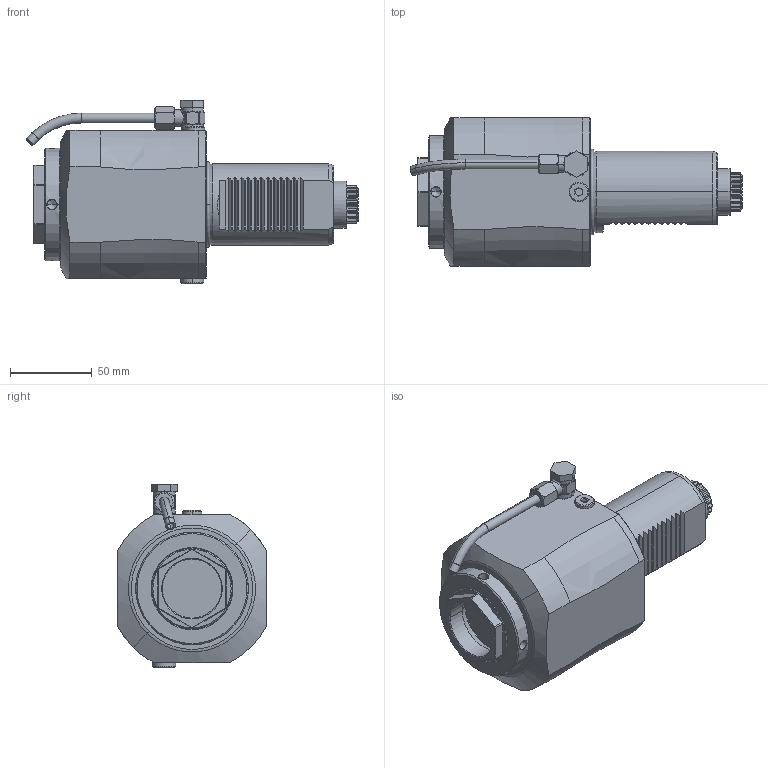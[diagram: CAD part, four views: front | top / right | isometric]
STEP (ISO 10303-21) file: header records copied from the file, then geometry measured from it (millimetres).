
FILE_DESCRIPTION((''),'2;1');
FILE_NAME('NGT1_50_135_40_3HD','2025-04-08T',('vali'),('NOVA GRUP'),'PRO/ENGINEER BY PARAMETRIC TECHNOLOGY CORPORATION, 2010280','PRO/ENGINEER BY PARAMETRIC TECHNOLOGY CORPORATION, 2010280','');
FILE_SCHEMA(('CONFIG_CONTROL_DESIGN'));
Length unit declared in the file: millimetre
Products named in the file (1): NGT1_50_135_40_3HD
Bounding box: 203.44 x 91 x 112.4 mm (x, y, z)
Volume: 843701.5 mm3; surface area: 68206.4 mm2
Topology: 1 solids, 2 shells, 547 faces, 1453 edges, 922 vertices
Faces by surface type: cylinder 197, plane 178, cone 102, torus 38, bspline 32
Entity records: 23521 total; most frequent: CARTESIAN_POINT 10533, ORIENTED_EDGE 2890, DIRECTION 2505, EDGE_CURVE 1445, AXIS2_PLACEMENT_3D 990, VERTEX_POINT 922, EDGE_LOOP 573, FACE_OUTER_BOUND 547
